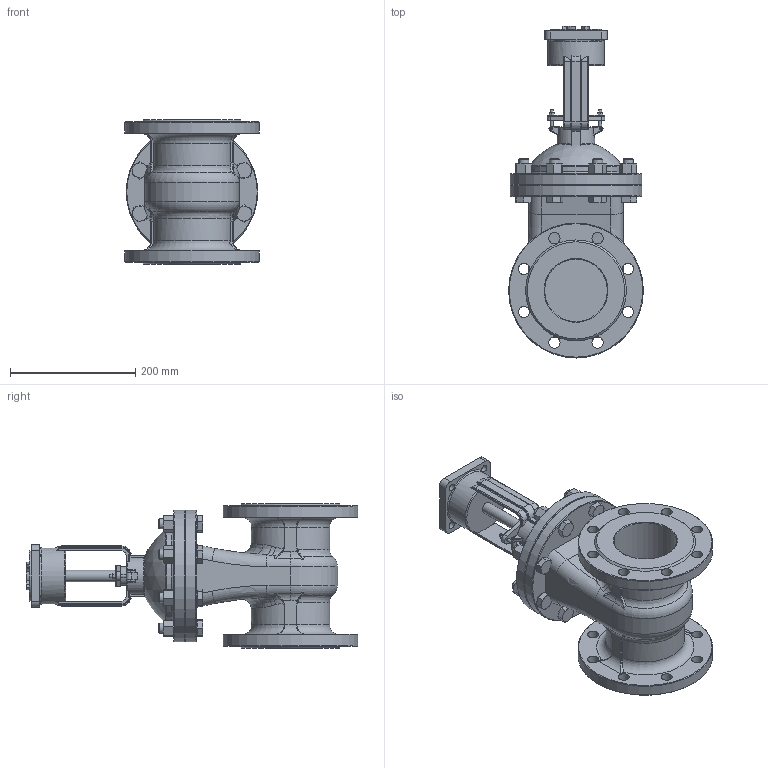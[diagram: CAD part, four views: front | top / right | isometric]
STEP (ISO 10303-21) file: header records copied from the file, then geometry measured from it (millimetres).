
FILE_DESCRIPTION(/* description */ (''),/* implementation_level */ '2;1');
FILE_NAME(/* name */ 'DN100_3D_STEP.stp',/* time_stamp */ '2025-09-15T22:52:20+03:00',/* author */ ('igorr'),/* organization */ (''),/* preprocessor_version */ 'ST-DEVELOPER v20',/* originating_system */ 'Autodesk Inventor 2025',/* authorisation */ '');
FILE_SCHEMA (('AUTOMOTIVE_DESIGN { 1 0 10303 214 3 1 1 }'));
Length unit declared in the file: millimetre
Products named in the file (5): Сборка; Деталь1; ANSI B18.2.4.2M - M5x0,8; ANSI B18.2.4.2M - M16x2; AS 1110 - M16 x 60
Assembly tree (19 placements, depth 2):
  Сборка
    Деталь1
    ANSI B18.2.4.2M - M5x0,8  x2
    ANSI B18.2.4.2M - M16x2  x8
    AS 1110 - M16 x 60  x8
Bounding box: 215 x 529.5 x 230 mm (x, y, z)
Volume: 6480977.3 mm3; surface area: 587663.3 mm2
Topology: 19 solids, 19 shells, 912 faces, 2185 edges, 1321 vertices
Faces by surface type: plane 361, cone 210, cylinder 206, bspline 71, torus 63, sphere 1
Full cylindrical faces by diameter (mm): 3 x3, 4.134 x2, 5 x4, 8 x2, 12 x20, 13.835 x8, 16 x8, 18 x17, 20 x1, 24 x8, 30 x1, 32 x1, 50 x1, 70 x1, 80 x1, 90.92 x1, 100 x2, 150 x2, 210 x2, 215 x2
Entity records: 21327 total; most frequent: CARTESIAN_POINT 7287, ORIENTED_EDGE 2824, DIRECTION 2722, EDGE_CURVE 1412, AXIS2_PLACEMENT_3D 1080, VERTEX_POINT 879, EDGE_LOOP 669, LINE 562
